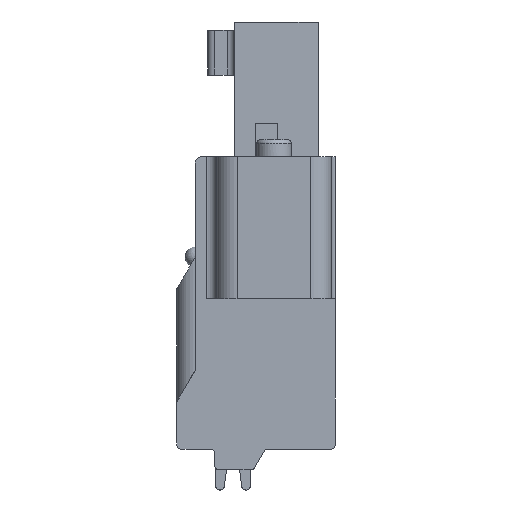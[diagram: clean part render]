
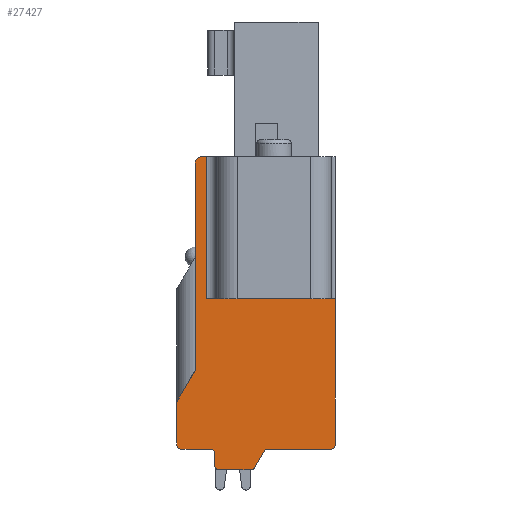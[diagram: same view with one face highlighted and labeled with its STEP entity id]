
A CAD part, front view. The second image highlights one B-rep face of the part: STEP entity #27427.
In plain terms, the highlighted planar face has unit normal (0, -1, 0).
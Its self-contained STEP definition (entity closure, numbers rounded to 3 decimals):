
#94=DIRECTION('',(-1.,0.,0.));
#95=VECTOR('',#94,0.25);
#96=CARTESIAN_POINT('',(-6.3,-11.43,0.));
#97=LINE('',#96,#95);
#3157=DIRECTION('',(0.,0.,-1.));
#3158=VECTOR('',#3157,10.141);
#3159=CARTESIAN_POINT('',(-6.85,-11.43,
-0.3));
#3160=LINE('',#3159,#3158);
#3480=DIRECTION('',(0.,0.,-1.));
#3481=VECTOR('',#3480,2.1);
#3482=CARTESIAN_POINT('',(-7.75,-11.43,-12.));
#3483=LINE('',#3482,#3481);
#3496=DIRECTION('',(1.,0.,0.));
#3497=VECTOR('',#3496,1.45);
#3498=CARTESIAN_POINT('',(-7.55,-11.43,-14.3));
#3499=LINE('',#3498,#3497);
#3504=DIRECTION('',(1.,0.,0.));
#3505=VECTOR('',#3504,3.107);
#3506=CARTESIAN_POINT('',(-3.307,-11.43,-14.3));
#3507=LINE('',#3506,#3505);
#4028=DIRECTION('',(0.,0.,1.));
#4029=VECTOR('',#4028,7.15);
#4030=CARTESIAN_POINT('',(0.,-11.43,-14.1));
#4031=LINE('',#4030,#4029);
#4506=DIRECTION('',(1.,0.,0.));
#4507=VECTOR('',#4506,6.3);
#4508=CARTESIAN_POINT('',(-6.3,-11.43,-6.95));
#4509=LINE('',#4508,#4507);
#4510=CARTESIAN_POINT('',(-0.2,-11.43,-14.1));
#4511=DIRECTION('',(0.,1.,0.));
#4512=DIRECTION('',(1.,0.,0.));
#4513=AXIS2_PLACEMENT_3D('',#4510,#4511,#4512);
#4515=CARTESIAN_POINT('',(-3.307,-11.43,-14.5));
#4516=DIRECTION('',(0.,-1.,0.));
#4517=DIRECTION('',(0.,0.,1.));
#4518=AXIS2_PLACEMENT_3D('',#4515,#4516,#4517);
#4520=DIRECTION('',(-0.5,0.,-0.866));
#4521=VECTOR('',#4520,0.924);
#4522=CARTESIAN_POINT('',(-3.48,-11.43,
-14.4));
#4523=LINE('',#4522,#4521);
#4524=CARTESIAN_POINT('',(-4.115,-11.43,-15.1));
#4525=DIRECTION('',(0.,1.,0.));
#4526=DIRECTION('',(0.866,0.,-0.5));
#4527=AXIS2_PLACEMENT_3D('',#4524,#4525,#4526);
#4529=CARTESIAN_POINT('',(-5.7,-11.43,-15.1));
#4530=DIRECTION('',(0.,1.,0.));
#4531=DIRECTION('',(0.,0.,-1.));
#4532=AXIS2_PLACEMENT_3D('',#4529,#4530,#4531);
#4534=CARTESIAN_POINT('',(-6.1,-11.43,-14.5));
#4535=DIRECTION('',(0.,-1.,0.));
#4536=DIRECTION('',(1.,0.,0.));
#4537=AXIS2_PLACEMENT_3D('',#4534,#4535,#4536);
#4539=CARTESIAN_POINT('',(-7.55,-11.43,-14.1));
#4540=DIRECTION('',(0.,1.,0.));
#4541=DIRECTION('',(0.,0.,-1.));
#4542=AXIS2_PLACEMENT_3D('',#4539,#4540,#4541);
#4544=DIRECTION('',(0.5,0.,0.866));
#4545=VECTOR('',#4544,1.8);
#4546=CARTESIAN_POINT('',(-7.75,-11.43,-12.));
#4547=LINE('',#4546,#4545);
#4548=CARTESIAN_POINT('',(-6.55,-11.43,-0.3));
#4549=DIRECTION('',(0.,1.,0.));
#4550=DIRECTION('',(-1.,0.,0.));
#4551=AXIS2_PLACEMENT_3D('',#4548,#4549,#4550);
#4557=DIRECTION('',(0.,0.,1.));
#4558=VECTOR('',#4557,6.95);
#4559=CARTESIAN_POINT('',(-6.3,-11.43,-6.95));
#4560=LINE('',#4559,#4558);
#4843=DIRECTION('',(0.,0.,-1.));
#4844=VECTOR('',#4843,0.6);
#4845=CARTESIAN_POINT('',(-5.9,-11.43,-14.5));
#4846=LINE('',#4845,#4844);
#4855=DIRECTION('',(1.,0.,0.));
#4856=VECTOR('',#4855,1.585);
#4857=CARTESIAN_POINT('',(-5.7,-11.43,-15.3));
#4858=LINE('',#4857,#4856);
#17029=CARTESIAN_POINT('',(-6.3,-11.43,0.));
#17030=VERTEX_POINT('',#17029);
#17031=CARTESIAN_POINT('',(-6.55,-11.43,0.));
#17032=VERTEX_POINT('',#17031);
#17129=CARTESIAN_POINT('',(0.,-11.43,-14.1));
#17130=CARTESIAN_POINT('',(0.,-11.43,-6.95));
#17131=VERTEX_POINT('',#17129);
#17132=VERTEX_POINT('',#17130);
#17133=CARTESIAN_POINT('',(-0.2,-11.43,-14.3));
#17134=VERTEX_POINT('',#17133);
#17135=CARTESIAN_POINT('',(-7.55,-11.43,-14.3));
#17136=CARTESIAN_POINT('',(-6.1,-11.43,-14.3));
#17137=VERTEX_POINT('',#17135);
#17138=VERTEX_POINT('',#17136);
#17143=CARTESIAN_POINT('',(-3.307,-11.43,-14.3));
#17144=VERTEX_POINT('',#17143);
#17724=CARTESIAN_POINT('',(-7.75,-11.43,-14.1));
#17725=VERTEX_POINT('',#17724);
#17736=CARTESIAN_POINT('',(-7.75,-11.43,-12.));
#17737=VERTEX_POINT('',#17736);
#17776=CARTESIAN_POINT('',(-6.85,-11.43,
-0.3));
#17777=VERTEX_POINT('',#17776);
#17778=CARTESIAN_POINT('',(-6.85,-11.43,
-10.441));
#17779=VERTEX_POINT('',#17778);
#18096=CARTESIAN_POINT('',(-6.3,-11.43,-6.95));
#18097=VERTEX_POINT('',#18096);
#18098=CARTESIAN_POINT('',(-3.48,-11.43,
-14.4));
#18099=VERTEX_POINT('',#18098);
#18100=CARTESIAN_POINT('',(-3.942,-11.43,
-15.2));
#18101=VERTEX_POINT('',#18100);
#18102=CARTESIAN_POINT('',(-4.115,-11.43,-15.3));
#18103=VERTEX_POINT('',#18102);
#18104=CARTESIAN_POINT('',(-5.7,-11.43,-15.3));
#18105=VERTEX_POINT('',#18104);
#18106=CARTESIAN_POINT('',(-5.9,-11.43,-15.1));
#18107=VERTEX_POINT('',#18106);
#18108=CARTESIAN_POINT('',(-5.9,-11.43,-14.5));
#18109=VERTEX_POINT('',#18108);
#27390=CARTESIAN_POINT('',(0.,-11.43,0.));
#27391=DIRECTION('',(0.,1.,0.));
#27392=DIRECTION('',(1.,0.,0.));
#27393=AXIS2_PLACEMENT_3D('',#27390,#27391,#27392);
#27394=PLANE('',#27393);
#27396=ORIENTED_EDGE('',*,*,#27395,.F.);
#27398=ORIENTED_EDGE('',*,*,#27397,.T.);
#27399=ORIENTED_EDGE('',*,*,#26794,.F.);
#27400=ORIENTED_EDGE('',*,*,#26778,.T.);
#27401=ORIENTED_EDGE('',*,*,#26253,.F.);
#27403=ORIENTED_EDGE('',*,*,#27402,.T.);
#27405=ORIENTED_EDGE('',*,*,#27404,.T.);
#27407=ORIENTED_EDGE('',*,*,#27406,.T.);
#27409=ORIENTED_EDGE('',*,*,#27408,.F.);
#27411=ORIENTED_EDGE('',*,*,#27410,.T.);
#27413=ORIENTED_EDGE('',*,*,#27412,.F.);
#27415=ORIENTED_EDGE('',*,*,#27414,.T.);
#27416=ORIENTED_EDGE('',*,*,#26245,.F.);
#27417=ORIENTED_EDGE('',*,*,#26222,.T.);
#27418=ORIENTED_EDGE('',*,*,#26207,.F.);
#27420=ORIENTED_EDGE('',*,*,#27419,.T.);
#27421=ORIENTED_EDGE('',*,*,#25751,.F.);
#27423=ORIENTED_EDGE('',*,*,#27422,.T.);
#27424=ORIENTED_EDGE('',*,*,#21966,.F.);
#27425=EDGE_LOOP('',(#27396,#27398,#27399,#27400,#27401,#27403,#27405,#27407,
#27409,#27411,#27413,#27415,#27416,#27417,#27418,#27420,#27421,#27423,#27424));
#27426=FACE_OUTER_BOUND('',#27425,.F.);
#4514=CIRCLE('',#4513,0.2);
#4519=CIRCLE('',#4518,0.2);
#4528=CIRCLE('',#4527,0.2);
#4533=CIRCLE('',#4532,0.2);
#4538=CIRCLE('',#4537,0.2);
#4543=CIRCLE('',#4542,0.2);
#4552=CIRCLE('',#4551,0.3);
#21966=EDGE_CURVE('',#17030,#17032,#97,.T.);
#25751=EDGE_CURVE('',#17777,#17779,#3160,.T.);
#26207=EDGE_CURVE('',#17737,#17725,#3483,.T.);
#26222=EDGE_CURVE('',#17137,#17725,#4543,.T.);
#26245=EDGE_CURVE('',#17137,#17138,#3499,.T.);
#26253=EDGE_CURVE('',#17144,#17134,#3507,.T.);
#26778=EDGE_CURVE('',#17131,#17134,#4514,.T.);
#26794=EDGE_CURVE('',#17131,#17132,#4031,.T.);
#27395=EDGE_CURVE('',#18097,#17030,#4560,.T.);
#27397=EDGE_CURVE('',#18097,#17132,#4509,.T.);
#27402=EDGE_CURVE('',#17144,#18099,#4519,.T.);
#27404=EDGE_CURVE('',#18099,#18101,#4523,.T.);
#27406=EDGE_CURVE('',#18101,#18103,#4528,.T.);
#27408=EDGE_CURVE('',#18105,#18103,#4858,.T.);
#27410=EDGE_CURVE('',#18105,#18107,#4533,.T.);
#27412=EDGE_CURVE('',#18109,#18107,#4846,.T.);
#27414=EDGE_CURVE('',#18109,#17138,#4538,.T.);
#27419=EDGE_CURVE('',#17737,#17779,#4547,.T.);
#27422=EDGE_CURVE('',#17777,#17032,#4552,.T.);
#27427=ADVANCED_FACE('',(#27426),#27394,.F.);
